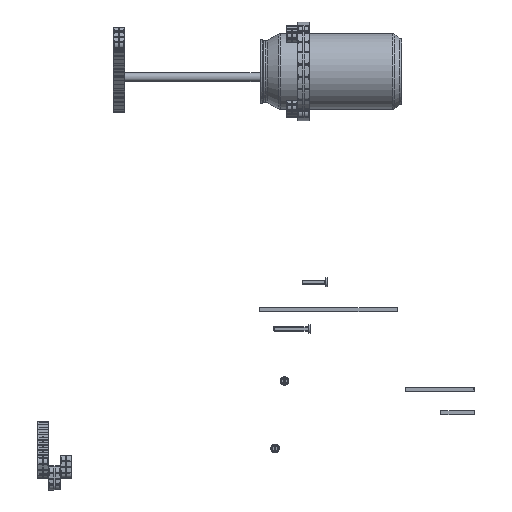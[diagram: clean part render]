
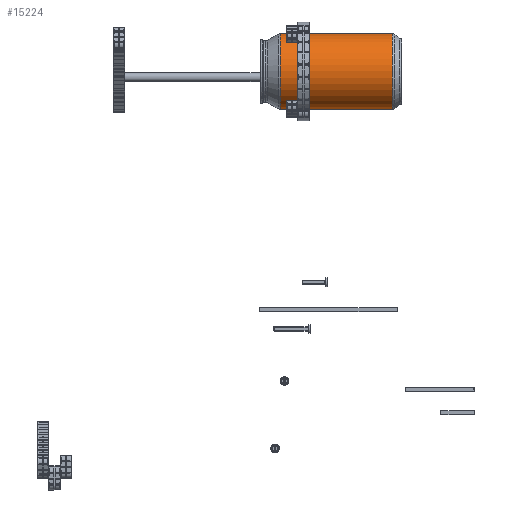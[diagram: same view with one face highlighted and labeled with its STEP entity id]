
A CAD part, left-side view. The second image highlights one B-rep face of the part: STEP entity #15224.
In plain terms, the highlighted cylindrical face has radius 32.893 mm (diameter 65.786 mm), a full revolution.
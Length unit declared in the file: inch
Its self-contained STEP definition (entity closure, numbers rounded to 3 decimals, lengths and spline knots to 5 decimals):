
#2365=LINE('',#23919,#3463);
#3463=VECTOR('',#18498,1.295);
#4558=CYLINDRICAL_SURFACE('',#16343,1.295);
#5367=FACE_OUTER_BOUND('',#6102,.T.);
#6102=EDGE_LOOP('',(#11295,#11296,#11297,#11298,#11299,#11300,#11301,#11302));
#6952=CIRCLE('',#16339,1.295);
#6953=CIRCLE('',#16340,1.295);
#6955=CIRCLE('',#16342,1.295);
#6956=CIRCLE('',#16344,1.295);
#6957=CIRCLE('',#16345,1.295);
#6958=CIRCLE('',#16346,1.295);
#7934=VERTEX_POINT('',#23905);
#7935=VERTEX_POINT('',#23906);
#7936=VERTEX_POINT('',#23908);
#7937=VERTEX_POINT('',#23913);
#7938=VERTEX_POINT('',#23914);
#7939=VERTEX_POINT('',#23916);
#9253=EDGE_CURVE('',#7934,#7935,#6952,.T.);
#9254=EDGE_CURVE('',#7936,#7934,#6953,.T.);
#9256=EDGE_CURVE('',#7935,#7936,#6955,.T.);
#9257=EDGE_CURVE('',#7937,#7938,#6956,.T.);
#9258=EDGE_CURVE('',#7939,#7937,#6957,.T.);
#9259=EDGE_CURVE('',#7938,#7939,#6958,.T.);
#9260=EDGE_CURVE('',#7938,#7935,#2365,.T.);
#11295=ORIENTED_EDGE('',*,*,#9257,.F.);
#11296=ORIENTED_EDGE('',*,*,#9258,.F.);
#11297=ORIENTED_EDGE('',*,*,#9259,.F.);
#11298=ORIENTED_EDGE('',*,*,#9260,.T.);
#11299=ORIENTED_EDGE('',*,*,#9256,.T.);
#11300=ORIENTED_EDGE('',*,*,#9254,.T.);
#11301=ORIENTED_EDGE('',*,*,#9253,.T.);
#11302=ORIENTED_EDGE('',*,*,#9260,.F.);
#15224=ADVANCED_FACE('',(#5367),#4558,.T.);
#16339=AXIS2_PLACEMENT_3D('',#23907,#18482,#18483);
#16340=AXIS2_PLACEMENT_3D('',#23909,#18484,#18485);
#16342=AXIS2_PLACEMENT_3D('',#23911,#18488,#18489);
#16343=AXIS2_PLACEMENT_3D('',#23912,#18490,#18491);
#16344=AXIS2_PLACEMENT_3D('',#23915,#18492,#18493);
#16345=AXIS2_PLACEMENT_3D('',#23917,#18494,#18495);
#16346=AXIS2_PLACEMENT_3D('',#23918,#18496,#18497);
#18482=DIRECTION('center_axis',(0.,1.,0.));
#18483=DIRECTION('ref_axis',(-1.,0.,0.));
#18484=DIRECTION('center_axis',(0.,1.,0.));
#18485=DIRECTION('ref_axis',(-1.,0.,0.));
#18488=DIRECTION('center_axis',(0.,1.,0.));
#18489=DIRECTION('ref_axis',(-1.,0.,0.));
#18490=DIRECTION('center_axis',(0.,1.,0.));
#18491=DIRECTION('ref_axis',(-1.,0.,0.));
#18492=DIRECTION('center_axis',(0.,1.,0.));
#18493=DIRECTION('ref_axis',(-1.,0.,0.));
#18494=DIRECTION('center_axis',(0.,1.,0.));
#18495=DIRECTION('ref_axis',(-1.,0.,0.));
#18496=DIRECTION('center_axis',(0.,1.,0.));
#18497=DIRECTION('ref_axis',(-1.,0.,0.));
#18498=DIRECTION('',(0.,-1.,0.));
#23905=CARTESIAN_POINT('',(-0.20074,-3.97976,0.));
#23906=CARTESIAN_POINT('',(2.38926,-3.97976,0.));
#23907=CARTESIAN_POINT('Origin',(1.09426,-3.97976,0.));
#23908=CARTESIAN_POINT('',(1.09426,-3.97976,-1.295));
#23909=CARTESIAN_POINT('Origin',(1.09426,-3.97976,0.));
#23911=CARTESIAN_POINT('Origin',(1.09426,-3.97976,0.));
#23912=CARTESIAN_POINT('Origin',(1.09426,-2.06672,0.));
#23913=CARTESIAN_POINT('',(-0.20074,-0.15369,0.));
#23914=CARTESIAN_POINT('',(2.38926,-0.15369,0.));
#23915=CARTESIAN_POINT('Origin',(1.09426,-0.15369,0.));
#23916=CARTESIAN_POINT('',(1.09426,-0.15369,-1.295));
#23917=CARTESIAN_POINT('Origin',(1.09426,-0.15369,0.));
#23918=CARTESIAN_POINT('Origin',(1.09426,-0.15369,0.));
#23919=CARTESIAN_POINT('',(2.38926,-2.06672,0.));
